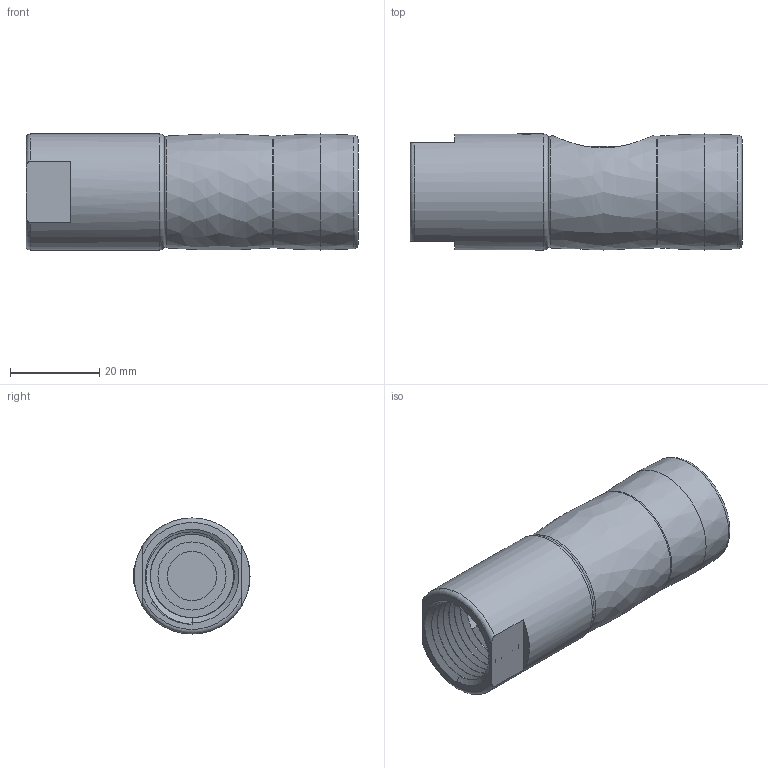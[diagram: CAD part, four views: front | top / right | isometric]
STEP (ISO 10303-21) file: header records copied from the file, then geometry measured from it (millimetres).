
FILE_DESCRIPTION(/* description */ (''),/* implementation_level */ '2;1');
FILE_NAME(/* name */ '26KPIW21APX.stp',/* time_stamp */ '2020-02-14T08:01:47+01:00',/* author */ ('IA176480'),/* organization */ (''),/* preprocessor_version */ 'ST-DEVELOPER v17',/* originating_system */ 'Autodesk Inventor 2019',/* authorisation */ '');
FILE_SCHEMA (('AUTOMOTIVE_DESIGN { 1 0 10303 214 3 1 1 }'));
Length unit declared in the file: millimetre
Products named in the file (1): 26KPIW21APX
Bounding box: 74.4 x 26 x 26 mm (x, y, z)
Volume: 37578.5 mm3; surface area: 25678.3 mm2
Topology: 39 solids, 39 shells, 258 faces, 717 edges, 490 vertices
Faces by surface type: cylinder 88, plane 72, cone 38, sphere 27, torus 18, bspline 15
Full cylindrical faces by diameter (mm): 3.5 x1, 4 x11, 6.5 x1, 6.6 x1, 7 x1, 9.2 x1, 9.4 x1, 9.6 x3, 9.65 x1, 10.1 x2, 11 x1, 11.75 x1, 12.1 x1, 12.25 x1, 12.4 x3, 12.8 x1, 13.6 x1, 14.6 x1, 15 x1, 15.264 x1, 15.8 x2, 16.5 x1, 16.6 x1, 17.8 x1, 17.9 x1, 18.1 x4, 18.2 x2, 18.65 x6, 21 x10, 21.244 x7
Entity records: 19655 total; most frequent: CARTESIAN_POINT 13241, ORIENTED_EDGE 1328, DIRECTION 1291, EDGE_CURVE 664, AXIS2_PLACEMENT_3D 553, VERTEX_POINT 490, CIRCLE 305, EDGE_LOOP 296
